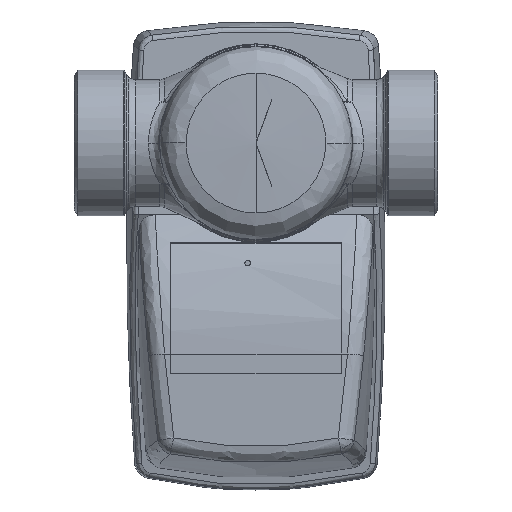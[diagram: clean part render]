
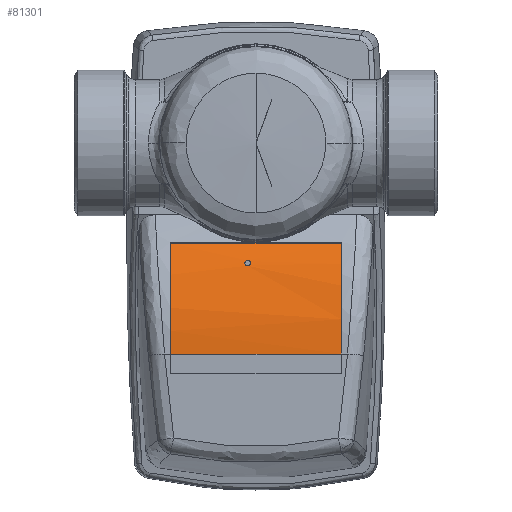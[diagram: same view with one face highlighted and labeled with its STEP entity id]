
A CAD part, front view. The second image highlights one B-rep face of the part: STEP entity #81301.
In plain terms, the highlighted cylindrical face has radius 39.7 mm (diameter 79.4 mm), a partial arc.
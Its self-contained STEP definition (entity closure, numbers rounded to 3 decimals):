
#7232 = CARTESIAN_POINT ( 'NONE',  ( 21.778, -52.108, -2.023 ) ) ;
#7252 = CARTESIAN_POINT ( 'NONE',  ( 21.778, -52.108, -1.023 ) ) ;
#7336 = CARTESIAN_POINT ( 'NONE',  ( 38.278, -55.7, 15.447 ) ) ;
#7356 = CARTESIAN_POINT ( 'NONE',  ( 38.278, -55.7, -15.447 ) ) ;
#7430 = CARTESIAN_POINT ( 'NONE',  ( 18.198, -50.247, 15.447 ) ) ;
#7442 = CARTESIAN_POINT ( 'NONE',  ( 18.198, -50.247, -15.447 ) ) ;
#16187 = VECTOR ( 'NONE', #127103, 1000. ) ;
#16290 = VECTOR ( 'NONE', #127087, 1000. ) ;
#17396 = EDGE_CURVE ( 'NONE', #119514, #119509, #127080, .T. ) ;
#17397 = EDGE_CURVE ( 'NONE', #119509, #119392, #65087, .T. ) ;
#17398 = EDGE_CURVE ( 'NONE', #119392, #119328, #127089, .T. ) ;
#17399 = EDGE_CURVE ( 'NONE', #119328, #119514, #65022, .T. ) ;
#17455 = EDGE_CURVE ( 'NONE', #119188, #119173, #23560, .T. ) ;
#23560 = B_SPLINE_CURVE_WITH_KNOTS ( 'NONE', 3,
 ( #127630, #127625, #127620, #127631, #127632, #127633, #127634, #127635, #127636, #127637 ),
 .UNSPECIFIED., .F., .F.,
 ( 4, 2, 2, 2, 4 ),
 ( 0.002, 0.003, 0.003, 0.004, 0.004 ),
 .UNSPECIFIED. ) ;
#54511 = B_SPLINE_CURVE_WITH_KNOTS ( 'NONE', 3,
 ( #57925, #57917, #57929, #57931, #57933, #57935, #57936, #57937, #57939, #57941 ),
 .UNSPECIFIED., .F., .F.,
 ( 4, 2, 2, 2, 4 ),
 ( 0.001, 0.001, 0.002, 0.002, 0.002 ),
 .UNSPECIFIED. ) ;
#57917 = CARTESIAN_POINT ( 'NONE',  ( 21.652, -52.051, -2.023 ) ) ;
#57925 = CARTESIAN_POINT ( 'NONE',  ( 21.778, -52.108, -2.023 ) ) ;
#57929 = CARTESIAN_POINT ( 'NONE',  ( 21.528, -51.994, -1.975 ) ) ;
#57931 = CARTESIAN_POINT ( 'NONE',  ( 21.338, -51.905, -1.795 ) ) ;
#57933 = CARTESIAN_POINT ( 'NONE',  ( 21.278, -51.876, -1.663 ) ) ;
#57935 = CARTESIAN_POINT ( 'NONE',  ( 21.278, -51.876, -1.384 ) ) ;
#57936 = CARTESIAN_POINT ( 'NONE',  ( 21.338, -51.905, -1.251 ) ) ;
#57937 = CARTESIAN_POINT ( 'NONE',  ( 21.527, -51.993, -1.071 ) ) ;
#57939 = CARTESIAN_POINT ( 'NONE',  ( 21.652, -52.051, -1.023 ) ) ;
#57941 = CARTESIAN_POINT ( 'NONE',  ( 21.778, -52.108, -1.023 ) ) ;
#64383 = DIRECTION ( 'NONE',  ( 0., 0., 1. ) ) ;
#64400 = FACE_OUTER_BOUND ( 'NONE', #102379, .T. ) ;
#64408 = CYLINDRICAL_SURFACE ( 'NONE', #166108, 39.7 ) ;
#64410 = FACE_BOUND ( 'NONE', #102352, .T. ) ;
#64415 = CARTESIAN_POINT ( 'NONE',  ( 38.278, -16., -38.124 ) ) ;
#64421 = DIRECTION ( 'NONE',  ( 1., 0., 0. ) ) ;
#65022 = B_SPLINE_CURVE_WITH_KNOTS ( 'NONE', 3,
 ( #127076, #127088, #127105, #127106, #127107, #127108, #127109, #127110, #127111, #127112, #127113, #127114, #127115, #127116 ),
 .UNSPECIFIED., .F., .F.,
 ( 4, 2, 2, 2, 2, 2, 4 ),
 ( 0., 0.003, 0.005, 0.011, 0.013, 0.016, 0.021 ),
 .UNSPECIFIED. ) ;
#65087 = B_SPLINE_CURVE_WITH_KNOTS ( 'NONE', 3,
 ( #127086, #127085, #127090, #127091, #127092, #127093, #127094, #127095, #127096, #127097, #127098, #127099, #127100, #127101 ),
 .UNSPECIFIED., .F., .F.,
 ( 4, 2, 2, 2, 2, 2, 4 ),
 ( 0., 0.003, 0.005, 0.011, 0.013, 0.016, 0.021 ),
 .UNSPECIFIED. ) ;
#81301 = ADVANCED_FACE ( 'NONE', ( #64410, #64400 ), #64408, .T. ) ;
#102352 = EDGE_LOOP ( 'NONE', ( #108997, #109000 ) ) ;
#102379 = EDGE_LOOP ( 'NONE', ( #109002, #109004, #109006, #109009 ) ) ;
#108997 = ORIENTED_EDGE ( 'NONE', *, *, #17455, .T. ) ;
#109000 = ORIENTED_EDGE ( 'NONE', *, *, #201442, .T. ) ;
#109002 = ORIENTED_EDGE ( 'NONE', *, *, #17398, .T. ) ;
#109004 = ORIENTED_EDGE ( 'NONE', *, *, #17399, .T. ) ;
#109006 = ORIENTED_EDGE ( 'NONE', *, *, #17396, .T. ) ;
#109009 = ORIENTED_EDGE ( 'NONE', *, *, #17397, .T. ) ;
#119173 = VERTEX_POINT ( 'NONE', #7232 ) ;
#119188 = VERTEX_POINT ( 'NONE', #7252 ) ;
#119328 = VERTEX_POINT ( 'NONE', #7336 ) ;
#119392 = VERTEX_POINT ( 'NONE', #7356 ) ;
#119509 = VERTEX_POINT ( 'NONE', #7442 ) ;
#119514 = VERTEX_POINT ( 'NONE', #7430 ) ;
#127076 = CARTESIAN_POINT ( 'NONE',  ( 38.278, -55.7, 15.447 ) ) ;
#127080 = LINE ( 'NONE', #127084, #16290 ) ;
#127084 = CARTESIAN_POINT ( 'NONE',  ( 18.198, -50.247, -38.124 ) ) ;
#127085 = CARTESIAN_POINT ( 'NONE',  ( 18.956, -50.692, -15.447 ) ) ;
#127086 = CARTESIAN_POINT ( 'NONE',  ( 18.198, -50.247, -15.447 ) ) ;
#127087 = DIRECTION ( 'NONE',  ( 0., 0., -1. ) ) ;
#127088 = CARTESIAN_POINT ( 'NONE',  ( 37.399, -55.7, 15.447 ) ) ;
#127089 = LINE ( 'NONE', #127102, #16187 ) ;
#127090 = CARTESIAN_POINT ( 'NONE',  ( 19.729, -51.111, -15.447 ) ) ;
#127091 = CARTESIAN_POINT ( 'NONE',  ( 21.299, -51.896, -15.447 ) ) ;
#127092 = CARTESIAN_POINT ( 'NONE',  ( 22.095, -52.262, -15.447 ) ) ;
#127093 = CARTESIAN_POINT ( 'NONE',  ( 24.519, -53.281, -15.447 ) ) ;
#127094 = CARTESIAN_POINT ( 'NONE',  ( 26.186, -53.854, -15.447 ) ) ;
#127095 = CARTESIAN_POINT ( 'NONE',  ( 28.723, -54.543, -15.447 ) ) ;
#127096 = CARTESIAN_POINT ( 'NONE',  ( 29.576, -54.744, -15.447 ) ) ;
#127097 = CARTESIAN_POINT ( 'NONE',  ( 31.296, -55.091, -15.447 ) ) ;
#127098 = CARTESIAN_POINT ( 'NONE',  ( 32.164, -55.236, -15.447 ) ) ;
#127099 = CARTESIAN_POINT ( 'NONE',  ( 34.772, -55.584, -15.447 ) ) ;
#127100 = CARTESIAN_POINT ( 'NONE',  ( 36.52, -55.7, -15.447 ) ) ;
#127101 = CARTESIAN_POINT ( 'NONE',  ( 38.278, -55.7, -15.447 ) ) ;
#127102 = CARTESIAN_POINT ( 'NONE',  ( 38.278, -55.7, -38.124 ) ) ;
#127103 = DIRECTION ( 'NONE',  ( 0., 0., 1. ) ) ;
#127105 = CARTESIAN_POINT ( 'NONE',  ( 36.52, -55.671, 15.447 ) ) ;
#127106 = CARTESIAN_POINT ( 'NONE',  ( 34.769, -55.554, 15.447 ) ) ;
#127107 = CARTESIAN_POINT ( 'NONE',  ( 33.897, -55.467, 15.447 ) ) ;
#127108 = CARTESIAN_POINT ( 'NONE',  ( 31.291, -55.119, 15.447 ) ) ;
#127109 = CARTESIAN_POINT ( 'NONE',  ( 29.563, -54.771, 15.447 ) ) ;
#127110 = CARTESIAN_POINT ( 'NONE',  ( 27.026, -54.082, 15.447 ) ) ;
#127111 = CARTESIAN_POINT ( 'NONE',  ( 26.188, -53.824, 15.447 ) ) ;
#127112 = CARTESIAN_POINT ( 'NONE',  ( 24.529, -53.253, 15.447 ) ) ;
#127113 = CARTESIAN_POINT ( 'NONE',  ( 23.707, -52.94, 15.447 ) ) ;
#127114 = CARTESIAN_POINT ( 'NONE',  ( 21.281, -51.92, 15.447 ) ) ;
#127115 = CARTESIAN_POINT ( 'NONE',  ( 19.714, -51.136, 15.447 ) ) ;
#127116 = CARTESIAN_POINT ( 'NONE',  ( 18.198, -50.247, 15.447 ) ) ;
#127620 = CARTESIAN_POINT ( 'NONE',  ( 22.028, -52.222, -1.07 ) ) ;
#127625 = CARTESIAN_POINT ( 'NONE',  ( 21.903, -52.166, -1.023 ) ) ;
#127630 = CARTESIAN_POINT ( 'NONE',  ( 21.778, -52.108, -1.023 ) ) ;
#127631 = CARTESIAN_POINT ( 'NONE',  ( 22.218, -52.306, -1.251 ) ) ;
#127632 = CARTESIAN_POINT ( 'NONE',  ( 22.278, -52.333, -1.384 ) ) ;
#127633 = CARTESIAN_POINT ( 'NONE',  ( 22.278, -52.333, -1.662 ) ) ;
#127634 = CARTESIAN_POINT ( 'NONE',  ( 22.217, -52.306, -1.795 ) ) ;
#127635 = CARTESIAN_POINT ( 'NONE',  ( 22.029, -52.222, -1.975 ) ) ;
#127636 = CARTESIAN_POINT ( 'NONE',  ( 21.903, -52.166, -2.023 ) ) ;
#127637 = CARTESIAN_POINT ( 'NONE',  ( 21.778, -52.108, -2.023 ) ) ;
#166108 = AXIS2_PLACEMENT_3D ( 'NONE', #64415, #64383, #64421 ) ;
#201442 = EDGE_CURVE ( 'NONE', #119173, #119188, #54511, .T. ) ;
